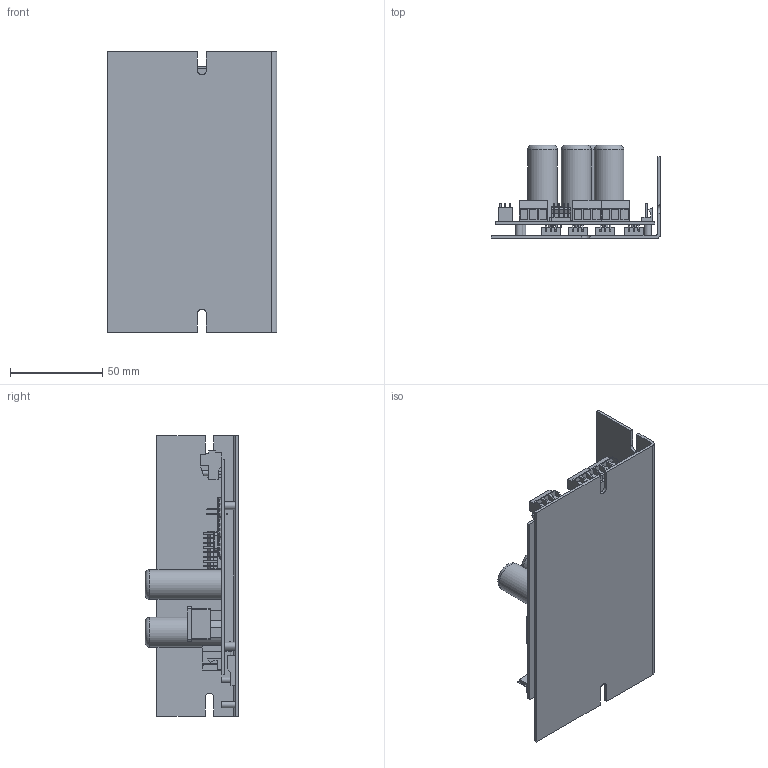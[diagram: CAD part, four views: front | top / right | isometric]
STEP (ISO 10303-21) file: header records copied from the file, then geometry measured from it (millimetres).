
FILE_DESCRIPTION(/* description */ ('Alibre Inc.'),/* implementation_level */ '2;1');
FILE_NAME(/* name */ 'export-396E3A12-5DD7-4666-94F7-429C92D61B40',/* time_stamp */ '2022-01-18T16:07:08-05:00',/* author */ (''),/* organization */ (''),/* preprocessor_version */ 'ST-DEVELOPER v17',/* originating_system */ 'Alibre',/* authorisation */ '');
FILE_SCHEMA (('AUTOMOTIVE_DESIGN'));
Length unit declared in the file: inch
Bounding box: 92.2 x 50.8 x 152.4 mm (x, y, z)
Volume: 92493.1 mm3; surface area: 85067.1 mm2
Topology: 23 solids, 23 shells, 1833 faces, 4701 edges, 2984 vertices
Faces by surface type: plane 1322, cylinder 457, torus 30, sphere 18, bspline 6
Full cylindrical faces by diameter (mm): 0.635 x15, 0.683 x16, 0.688 x8, 1.6 x9, 1.608 x9, 2.917 x4, 3.048 x4, 3.2 x4, 3.353 x1, 3.658 x9, 4.14 x4, 16.256 x4
Entity records: 42664 total; most frequent: CARTESIAN_POINT 7573, ORIENTED_EDGE 7168, DIRECTION 6108, EDGE_CURVE 3584, VECTOR 2831, LINE 2831, VERTEX_POINT 2331, AXIS2_PLACEMENT_3D 2143
